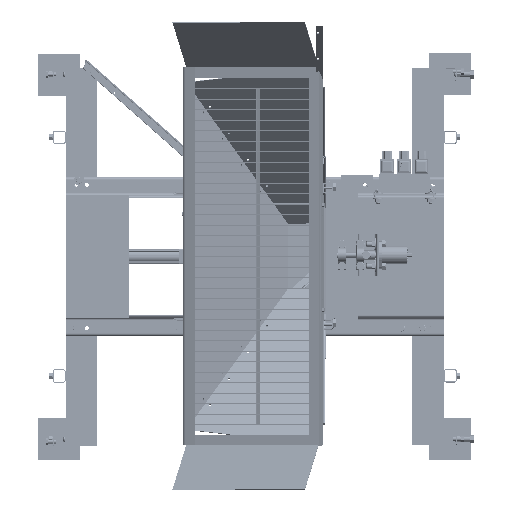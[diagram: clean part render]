
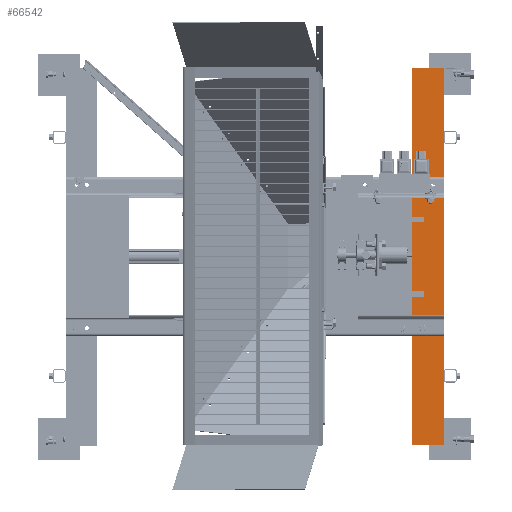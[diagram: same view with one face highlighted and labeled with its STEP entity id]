
A CAD part, top view. The second image highlights one B-rep face of the part: STEP entity #66542.
In plain terms, the highlighted face is planar.
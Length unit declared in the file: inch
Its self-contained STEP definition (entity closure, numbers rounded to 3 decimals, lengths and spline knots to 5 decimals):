
#3938 = EDGE_CURVE ( 'NONE', #28182, #28183, #72779, .T. ) ;
#3946 = EDGE_CURVE ( 'NONE', #28186, #28187, #72787, .T. ) ;
#3955 = EDGE_CURVE ( 'NONE', #28190, #28191, #72796, .T. ) ;
#3960 = EDGE_CURVE ( 'NONE', #28194, #28195, #72805, .T. ) ;
#3971 = EDGE_CURVE ( 'NONE', #28197, #28192, #72817, .T. ) ;
#4014 = EDGE_CURVE ( 'NONE', #28212, #28205, #72881, .T. ) ;
#4018 = EDGE_CURVE ( 'NONE', #28183, #28182, #72887, .T. ) ;
#4019 = EDGE_CURVE ( 'NONE', #28187, #28186, #72890, .T. ) ;
#4021 = EDGE_CURVE ( 'NONE', #28191, #28190, #72891, .T. ) ;
#4024 = EDGE_CURVE ( 'NONE', #28195, #28194, #72893, .T. ) ;
#4025 = EDGE_CURVE ( 'NONE', #28205, #28192, #72895, .T. ) ;
#4026 = EDGE_CURVE ( 'NONE', #28212, #28197, #72896, .T. ) ;
#18445 = CARTESIAN_POINT ( 'NONE',  ( 0., 4., -14.1075 ) ) ;
#18447 = CARTESIAN_POINT ( 'NONE',  ( 0., 4., -13.2325 ) ) ;
#18453 = CARTESIAN_POINT ( 'NONE',  ( 0., 4.00755, 13.2225 ) ) ;
#18454 = CARTESIAN_POINT ( 'NONE',  ( 0., 4.00755, 14.0975 ) ) ;
#18460 = CARTESIAN_POINT ( 'NONE',  ( 0., 2., -14.1075 ) ) ;
#18462 = CARTESIAN_POINT ( 'NONE',  ( 0., 2., -13.2325 ) ) ;
#18464 = CARTESIAN_POINT ( 'NONE',  ( 0., 0., -36. ) ) ;
#18467 = CARTESIAN_POINT ( 'NONE',  ( 0., 2., 13.2225 ) ) ;
#18469 = CARTESIAN_POINT ( 'NONE',  ( 0., 2., 14.0975 ) ) ;
#18473 = CARTESIAN_POINT ( 'NONE',  ( 0., 0., 36. ) ) ;
#18488 = CARTESIAN_POINT ( 'NONE',  ( 0., 6., -36. ) ) ;
#18501 = CARTESIAN_POINT ( 'NONE',  ( 0., 6., 36. ) ) ;
#24120 = EDGE_LOOP ( 'NONE', ( #35856, #35862 ) ) ;
#24124 = EDGE_LOOP ( 'NONE', ( #35896, #35900, #35906, #35910 ) ) ;
#24126 = EDGE_LOOP ( 'NONE', ( #35886, #35892 ) ) ;
#24127 = EDGE_LOOP ( 'NONE', ( #35866, #35870 ) ) ;
#24128 = EDGE_LOOP ( 'NONE', ( #35875, #35880 ) ) ;
#28182 = VERTEX_POINT ( 'NONE', #18445 ) ;
#28183 = VERTEX_POINT ( 'NONE', #18447 ) ;
#28186 = VERTEX_POINT ( 'NONE', #18453 ) ;
#28187 = VERTEX_POINT ( 'NONE', #18454 ) ;
#28190 = VERTEX_POINT ( 'NONE', #18460 ) ;
#28191 = VERTEX_POINT ( 'NONE', #18462 ) ;
#28192 = VERTEX_POINT ( 'NONE', #18464 ) ;
#28194 = VERTEX_POINT ( 'NONE', #18467 ) ;
#28195 = VERTEX_POINT ( 'NONE', #18469 ) ;
#28197 = VERTEX_POINT ( 'NONE', #18473 ) ;
#28205 = VERTEX_POINT ( 'NONE', #18488 ) ;
#28212 = VERTEX_POINT ( 'NONE', #18501 ) ;
#35856 = ORIENTED_EDGE ( 'NONE', *, *, #4018, .F. ) ;
#35862 = ORIENTED_EDGE ( 'NONE', *, *, #3938, .F. ) ;
#35866 = ORIENTED_EDGE ( 'NONE', *, *, #4019, .F. ) ;
#35870 = ORIENTED_EDGE ( 'NONE', *, *, #3946, .F. ) ;
#35875 = ORIENTED_EDGE ( 'NONE', *, *, #4021, .F. ) ;
#35880 = ORIENTED_EDGE ( 'NONE', *, *, #3955, .F. ) ;
#35886 = ORIENTED_EDGE ( 'NONE', *, *, #4024, .F. ) ;
#35892 = ORIENTED_EDGE ( 'NONE', *, *, #3960, .F. ) ;
#35896 = ORIENTED_EDGE ( 'NONE', *, *, #4025, .T. ) ;
#35900 = ORIENTED_EDGE ( 'NONE', *, *, #3971, .F. ) ;
#35906 = ORIENTED_EDGE ( 'NONE', *, *, #4026, .F. ) ;
#35910 = ORIENTED_EDGE ( 'NONE', *, *, #4014, .T. ) ;
#47656 = AXIS2_PLACEMENT_3D ( 'NONE', #83146, #83147, #83148 ) ;
#47663 = AXIS2_PLACEMENT_3D ( 'NONE', #83156, #83157, #83158 ) ;
#47668 = AXIS2_PLACEMENT_3D ( 'NONE', #83166, #83167, #83168 ) ;
#47674 = AXIS2_PLACEMENT_3D ( 'NONE', #83178, #83179, #83180 ) ;
#47707 = AXIS2_PLACEMENT_3D ( 'NONE', #83247, #83248, #83249 ) ;
#47710 = AXIS2_PLACEMENT_3D ( 'NONE', #83250, #83251, #83252 ) ;
#47713 = AXIS2_PLACEMENT_3D ( 'NONE', #83255, #83256, #83257 ) ;
#47716 = AXIS2_PLACEMENT_3D ( 'NONE', #83259, #83260, #83261 ) ;
#53923 = AXIS2_PLACEMENT_3D ( 'NONE', #71109, #71103, #71111 ) ;
#66542 = ADVANCED_FACE ( 'NONE', ( #70046, #70051, #70047, #70049, #70044 ), #71108, .F. ) ;
#70044 = FACE_OUTER_BOUND ( 'NONE', #24124, .T. ) ;
#70046 = FACE_BOUND ( 'NONE', #24120, .T. ) ;
#70047 = FACE_BOUND ( 'NONE', #24128, .T. ) ;
#70049 = FACE_BOUND ( 'NONE', #24126, .T. ) ;
#70051 = FACE_BOUND ( 'NONE', #24127, .T. ) ;
#71103 = DIRECTION ( 'NONE',  ( 1., 0., 0. ) ) ;
#71108 = PLANE ( 'NONE',  #53923 ) ;
#71109 = CARTESIAN_POINT ( 'NONE',  ( 0., 0., 36. ) ) ;
#71111 = DIRECTION ( 'NONE',  ( 0., 0., -1. ) ) ;
#72779 = CIRCLE ( 'NONE', #47656, 0.4375 ) ;
#72787 = CIRCLE ( 'NONE', #47663, 0.4375 ) ;
#72796 = CIRCLE ( 'NONE', #47668, 0.4375 ) ;
#72805 = CIRCLE ( 'NONE', #47674, 0.4375 ) ;
#72817 = LINE ( 'NONE', #83183, #72827 ) ;
#72827 = VECTOR ( 'NONE', #83188, 39.37008 ) ;
#72881 = LINE ( 'NONE', #83244, #72886 ) ;
#72886 = VECTOR ( 'NONE', #83245, 39.37008 ) ;
#72887 = CIRCLE ( 'NONE', #47707, 0.4375 ) ;
#72890 = CIRCLE ( 'NONE', #47710, 0.4375 ) ;
#72891 = CIRCLE ( 'NONE', #47713, 0.4375 ) ;
#72893 = CIRCLE ( 'NONE', #47716, 0.4375 ) ;
#72895 = LINE ( 'NONE', #83253, #72898 ) ;
#72896 = LINE ( 'NONE', #83262, #72900 ) ;
#72898 = VECTOR ( 'NONE', #83254, 39.37008 ) ;
#72900 = VECTOR ( 'NONE', #83263, 39.37008 ) ;
#83146 = CARTESIAN_POINT ( 'NONE',  ( 0., 4., -13.67 ) ) ;
#83147 = DIRECTION ( 'NONE',  ( -1., 0., 0. ) ) ;
#83148 = DIRECTION ( 'NONE',  ( 0., 0., 1. ) ) ;
#83156 = CARTESIAN_POINT ( 'NONE',  ( 0., 4.00755, 13.66 ) ) ;
#83157 = DIRECTION ( 'NONE',  ( -1., 0., 0. ) ) ;
#83158 = DIRECTION ( 'NONE',  ( 0., 0., 1. ) ) ;
#83166 = CARTESIAN_POINT ( 'NONE',  ( 0., 2., -13.67 ) ) ;
#83167 = DIRECTION ( 'NONE',  ( -1., 0., 0. ) ) ;
#83168 = DIRECTION ( 'NONE',  ( 0., 0., 1. ) ) ;
#83178 = CARTESIAN_POINT ( 'NONE',  ( 0., 2., 13.66 ) ) ;
#83179 = DIRECTION ( 'NONE',  ( -1., 0., 0. ) ) ;
#83180 = DIRECTION ( 'NONE',  ( 0., 0., 1. ) ) ;
#83183 = CARTESIAN_POINT ( 'NONE',  ( 0., 0., 36. ) ) ;
#83188 = DIRECTION ( 'NONE',  ( 0., 0., -1. ) ) ;
#83244 = CARTESIAN_POINT ( 'NONE',  ( 0., 6., 36. ) ) ;
#83245 = DIRECTION ( 'NONE',  ( 0., 0., -1. ) ) ;
#83247 = CARTESIAN_POINT ( 'NONE',  ( 0., 4., -13.67 ) ) ;
#83248 = DIRECTION ( 'NONE',  ( -1., 0., 0. ) ) ;
#83249 = DIRECTION ( 'NONE',  ( 0., 0., 1. ) ) ;
#83250 = CARTESIAN_POINT ( 'NONE',  ( 0., 4.00755, 13.66 ) ) ;
#83251 = DIRECTION ( 'NONE',  ( -1., 0., 0. ) ) ;
#83252 = DIRECTION ( 'NONE',  ( 0., 0., 1. ) ) ;
#83253 = CARTESIAN_POINT ( 'NONE',  ( 0., 0., -36. ) ) ;
#83254 = DIRECTION ( 'NONE',  ( 0., -1., 0. ) ) ;
#83255 = CARTESIAN_POINT ( 'NONE',  ( 0., 2., -13.67 ) ) ;
#83256 = DIRECTION ( 'NONE',  ( -1., 0., 0. ) ) ;
#83257 = DIRECTION ( 'NONE',  ( 0., 0., 1. ) ) ;
#83259 = CARTESIAN_POINT ( 'NONE',  ( 0., 2., 13.66 ) ) ;
#83260 = DIRECTION ( 'NONE',  ( -1., 0., 0. ) ) ;
#83261 = DIRECTION ( 'NONE',  ( 0., 0., 1. ) ) ;
#83262 = CARTESIAN_POINT ( 'NONE',  ( 0., 0., 36. ) ) ;
#83263 = DIRECTION ( 'NONE',  ( 0., -1., 0. ) ) ;
